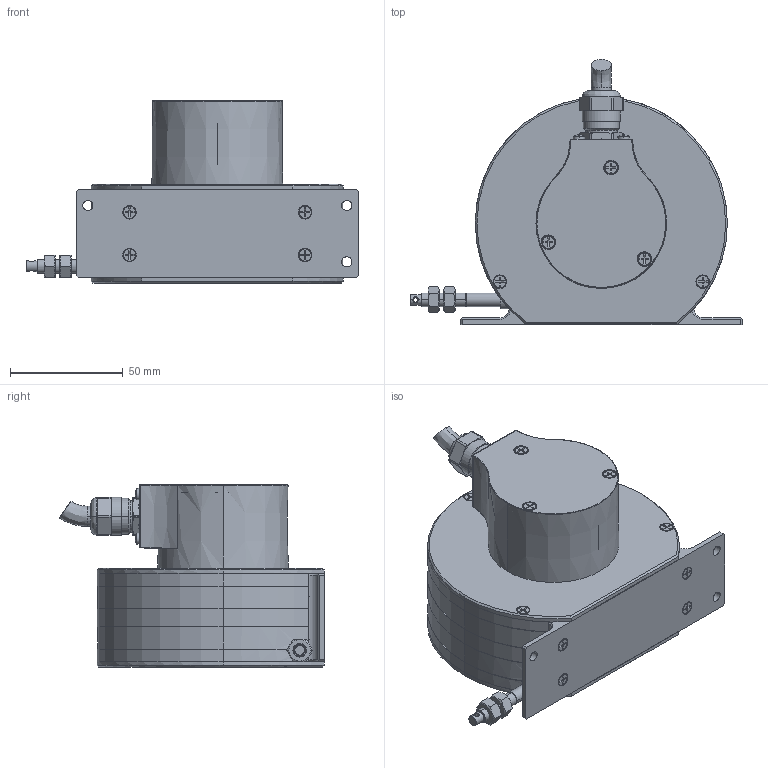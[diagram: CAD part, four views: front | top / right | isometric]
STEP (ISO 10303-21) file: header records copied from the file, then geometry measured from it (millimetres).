
FILE_DESCRIPTION (( 'STEP AP214' ), '1' );
FILE_NAME ('DWI-5M-H2000-RL2.STEP', '2025-01-06T13:36:48', ( '' ), ( '' ), 'SwSTEP 2.0', 'SolidWorks 2021', '' );
FILE_SCHEMA (( 'AUTOMOTIVE_DESIGN' ));
Length unit declared in the file: inch
Products named in the file (1): DWI-5M-H2000-RL2
Bounding box: 147.5 x 117.71 x 81 mm (x, y, z)
Volume: 214366.3 mm3; surface area: 115124.8 mm2
Topology: 30 solids, 30 shells, 1228 faces, 2982 edges, 1846 vertices
Faces by surface type: plane 457, cylinder 381, cone 257, bspline 125, torus 8
Entity records: 41341 total; most frequent: CARTESIAN_POINT 12528, DIRECTION 6011, ORIENTED_EDGE 5876, EDGE_CURVE 2938, AXIS2_PLACEMENT_3D 2290, VERTEX_POINT 1846, LINE 1431, VECTOR 1431
